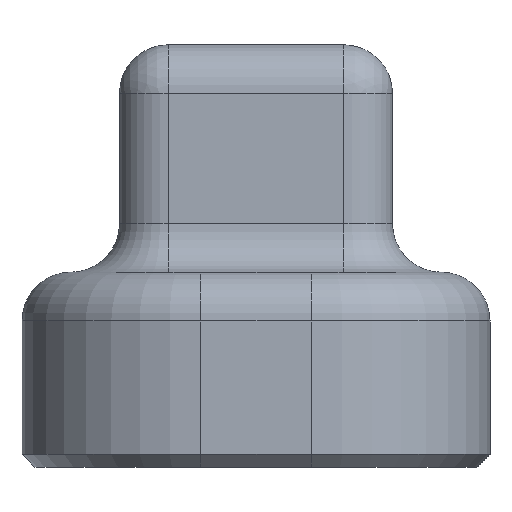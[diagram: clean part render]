
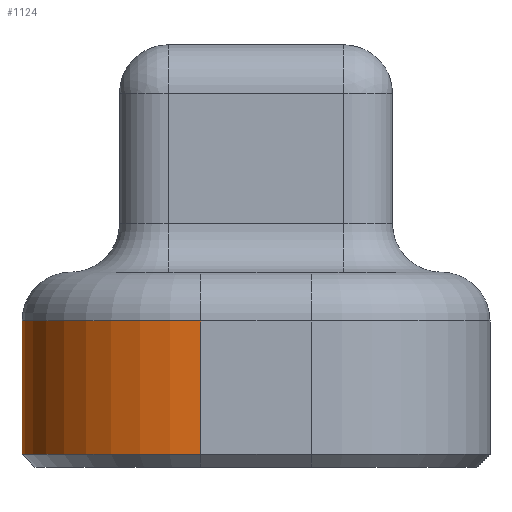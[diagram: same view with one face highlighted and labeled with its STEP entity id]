
A CAD part, left-side view. The second image highlights one B-rep face of the part: STEP entity #1124.
In plain terms, the highlighted cylindrical face has radius 2.75 mm (diameter 5.5 mm), a partial arc.
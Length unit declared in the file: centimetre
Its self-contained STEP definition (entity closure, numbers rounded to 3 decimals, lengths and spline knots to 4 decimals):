
#46 = AXIS2_PLACEMENT_3D ( 'NONE', #912, #2031, #1713 ) ;
#97 = CARTESIAN_POINT ( 'NONE',  ( 0., 0.445, 0.225 ) ) ;
#129 = DIRECTION ( 'NONE',  ( 0., 0., -1. ) ) ;
#151 = CARTESIAN_POINT ( 'NONE',  ( 0.275, 0.445, 0.3 ) ) ;
#177 = EDGE_CURVE ( 'NONE', #475, #236, #2042, .T. ) ;
#224 = EDGE_CURVE ( 'NONE', #1867, #475, #435, .T. ) ;
#236 = VERTEX_POINT ( 'NONE', #97 ) ;
#255 = CARTESIAN_POINT ( 'NONE',  ( 0., 0.445, 0.02 ) ) ;
#272 = CARTESIAN_POINT ( 'NONE',  ( 0.275, 0.72, 0.3 ) ) ;
#278 = VECTOR ( 'NONE', #129, 100. ) ;
#409 = DIRECTION ( 'NONE',  ( 0., 0., 1. ) ) ;
#416 = AXIS2_PLACEMENT_3D ( 'NONE', #151, #2063, #1903 ) ;
#435 = LINE ( 'NONE', #272, #1553 ) ;
#475 = VERTEX_POINT ( 'NONE', #1158 ) ;
#608 = CARTESIAN_POINT ( 'NONE',  ( 0.275, 0.445, 0.02 ) ) ;
#623 = ORIENTED_EDGE ( 'NONE', *, *, #224, .F. ) ;
#699 = EDGE_LOOP ( 'NONE', ( #623, #1062, #1833, #1605 ) ) ;
#736 = VERTEX_POINT ( 'NONE', #255 ) ;
#774 = DIRECTION ( 'NONE',  ( -1., 0., 0. ) ) ;
#799 = EDGE_CURVE ( 'NONE', #1867, #736, #1775, .T. ) ;
#912 = CARTESIAN_POINT ( 'NONE',  ( 0.275, 0.445, 0.225 ) ) ;
#914 = DIRECTION ( 'NONE',  ( 0., 0., 1. ) ) ;
#1055 = EDGE_CURVE ( 'NONE', #236, #736, #1272, .T. ) ;
#1059 = CARTESIAN_POINT ( 'NONE',  ( 0.275, 0.72, 0.02 ) ) ;
#1062 = ORIENTED_EDGE ( 'NONE', *, *, #799, .T. ) ;
#1124 = ADVANCED_FACE ( 'NONE', ( #2039 ), #1916, .T. ) ;
#1158 = CARTESIAN_POINT ( 'NONE',  ( 0.275, 0.72, 0.225 ) ) ;
#1272 = LINE ( 'NONE', #1578, #278 ) ;
#1553 = VECTOR ( 'NONE', #409, 100. ) ;
#1578 = CARTESIAN_POINT ( 'NONE',  ( 0., 0.445, 0.3 ) ) ;
#1605 = ORIENTED_EDGE ( 'NONE', *, *, #177, .F. ) ;
#1713 = DIRECTION ( 'NONE',  ( -1., 0., 0. ) ) ;
#1775 = CIRCLE ( 'NONE', #1908, 0.275 ) ;
#1833 = ORIENTED_EDGE ( 'NONE', *, *, #1055, .F. ) ;
#1867 = VERTEX_POINT ( 'NONE', #1059 ) ;
#1903 = DIRECTION ( 'NONE',  ( -1., 0., 0. ) ) ;
#1908 = AXIS2_PLACEMENT_3D ( 'NONE', #608, #914, #774 ) ;
#1916 = CYLINDRICAL_SURFACE ( 'NONE', #416, 0.275 ) ;
#2031 = DIRECTION ( 'NONE',  ( 0., 0., 1. ) ) ;
#2039 = FACE_OUTER_BOUND ( 'NONE', #699, .T. ) ;
#2042 = CIRCLE ( 'NONE', #46, 0.275 ) ;
#2063 = DIRECTION ( 'NONE',  ( 0., 0., -1. ) ) ;
